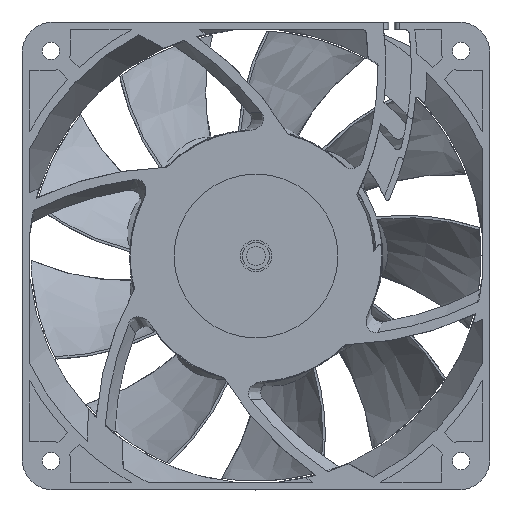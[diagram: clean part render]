
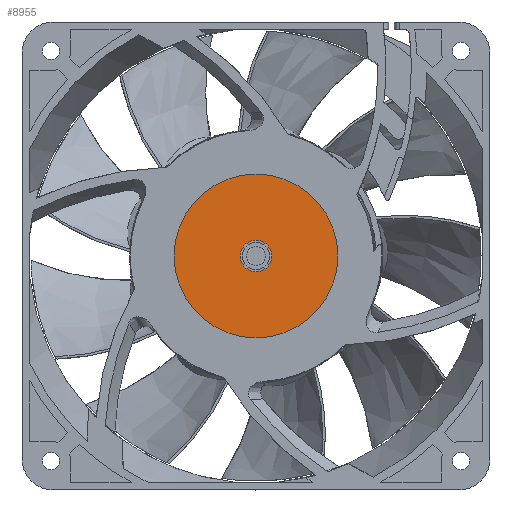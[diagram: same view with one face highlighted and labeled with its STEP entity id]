
A CAD part, front view. The second image highlights one B-rep face of the part: STEP entity #8955.
In plain terms, the highlighted planar face has unit normal (0, -1, 0).
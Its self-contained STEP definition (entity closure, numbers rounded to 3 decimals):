
#2132=CARTESIAN_POINT('',(0.,0.2,0.));
#2133=DIRECTION('',(0.,1.,0.));
#2134=DIRECTION('',(0.,0.,-1.));
#2135=AXIS2_PLACEMENT_3D('',#2132,#2133,#2134);
#2137=CARTESIAN_POINT('',(0.,0.2,0.));
#2138=DIRECTION('',(0.,1.,0.));
#2139=DIRECTION('',(0.,0.,1.));
#2140=AXIS2_PLACEMENT_3D('',#2137,#2138,#2139);
#2142=CARTESIAN_POINT('',(0.,0.2,0.));
#2143=DIRECTION('',(0.,-1.,0.));
#2144=DIRECTION('',(0.,0.,1.));
#2145=AXIS2_PLACEMENT_3D('',#2142,#2143,#2144);
#2147=CARTESIAN_POINT('',(0.,0.2,0.));
#2148=DIRECTION('',(0.,-1.,0.));
#2149=DIRECTION('',(-1.,0.,0.));
#2150=AXIS2_PLACEMENT_3D('',#2147,#2148,#2149);
#2152=CARTESIAN_POINT('',(0.,0.2,0.));
#2153=DIRECTION('',(0.,-1.,0.));
#2154=DIRECTION('',(0.,0.,-1.));
#2155=AXIS2_PLACEMENT_3D('',#2152,#2153,#2154);
#2157=CARTESIAN_POINT('',(0.,0.2,0.));
#2158=DIRECTION('',(0.,-1.,0.));
#2159=DIRECTION('',(1.,0.,0.));
#2160=AXIS2_PLACEMENT_3D('',#2157,#2158,#2159);
#6051=CARTESIAN_POINT('',(0.,0.2,-4.02));
#6052=VERTEX_POINT('',#6051);
#6053=CARTESIAN_POINT('',(-4.02,0.2,0.));
#6054=VERTEX_POINT('',#6053);
#6055=CARTESIAN_POINT('',(0.,0.2,4.02));
#6056=VERTEX_POINT('',#6055);
#6061=CARTESIAN_POINT('',(4.02,0.2,0.));
#6062=VERTEX_POINT('',#6061);
#6063=CARTESIAN_POINT('',(0.,0.2,-21.));
#6064=CARTESIAN_POINT('',(0.,0.2,21.));
#6065=VERTEX_POINT('',#6063);
#6066=VERTEX_POINT('',#6064);
#8938=CARTESIAN_POINT('',(0.,0.2,0.));
#8939=DIRECTION('',(0.,-1.,0.));
#8940=DIRECTION('',(0.,0.,1.));
#8941=AXIS2_PLACEMENT_3D('',#8938,#8939,#8940);
#8942=PLANE('',#8941);
#8944=ORIENTED_EDGE('',*,*,#8943,.T.);
#8946=ORIENTED_EDGE('',*,*,#8945,.T.);
#8947=EDGE_LOOP('',(#8944,#8946));
#8948=FACE_OUTER_BOUND('',#8947,.F.);
#8949=ORIENTED_EDGE('',*,*,#8908,.T.);
#8950=ORIENTED_EDGE('',*,*,#8906,.T.);
#8951=ORIENTED_EDGE('',*,*,#8930,.T.);
#8952=ORIENTED_EDGE('',*,*,#8928,.T.);
#8953=EDGE_LOOP('',(#8949,#8950,#8951,#8952));
#8954=FACE_BOUND('',#8953,.F.);
#2136=CIRCLE('',#2135,21.);
#2141=CIRCLE('',#2140,21.);
#2146=CIRCLE('',#2145,4.02);
#2151=CIRCLE('',#2150,4.02);
#2156=CIRCLE('',#2155,4.02);
#2161=CIRCLE('',#2160,4.02);
#8906=EDGE_CURVE('',#6054,#6052,#2151,.T.);
#8908=EDGE_CURVE('',#6056,#6054,#2146,.T.);
#8928=EDGE_CURVE('',#6062,#6056,#2161,.T.);
#8930=EDGE_CURVE('',#6052,#6062,#2156,.T.);
#8943=EDGE_CURVE('',#6065,#6066,#2136,.T.);
#8945=EDGE_CURVE('',#6066,#6065,#2141,.T.);
#8955=ADVANCED_FACE('',(#8948,#8954),#8942,.T.);
